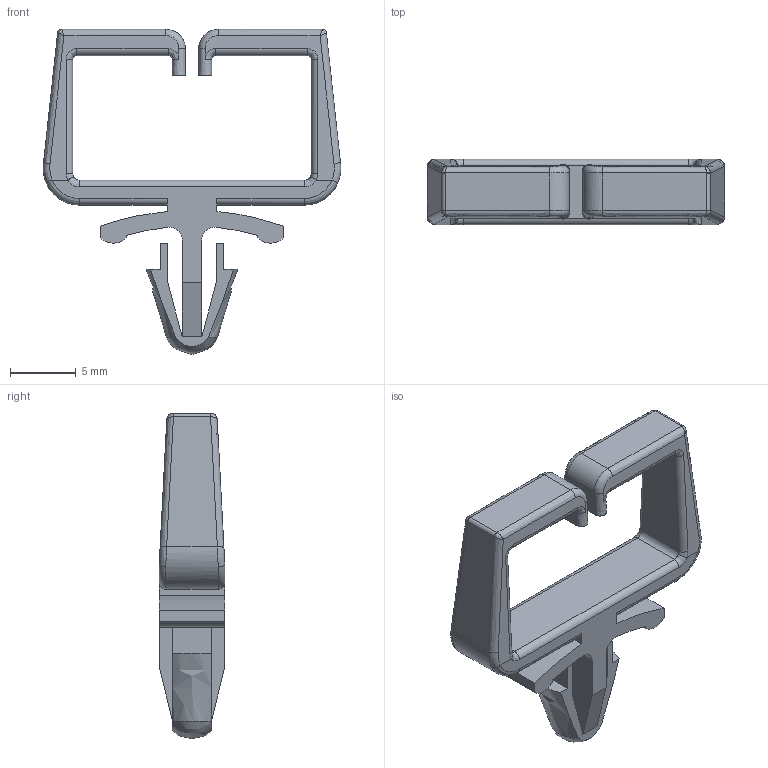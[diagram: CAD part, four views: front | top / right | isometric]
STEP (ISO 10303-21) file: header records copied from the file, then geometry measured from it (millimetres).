
FILE_DESCRIPTION((''),'2;1');
FILE_NAME('','2005-12-14T16:13:24',(''),(''),'','CADfix','');
FILE_SCHEMA(('AUTOMOTIVE_DESIGN'));
Length unit declared in the file: millimetre
Products named in the file (1): clip
Bounding box: 22.7 x 5 x 24.8 mm (x, y, z)
Volume: 718.3 mm3; surface area: 1141.7 mm2
Topology: 1 solids, 1 shells, 130 faces, 335 edges, 203 vertices
Faces by surface type: bspline 130
Entity records: 4689 total; most frequent: CARTESIAN_POINT 2850, ORIENTED_EDGE 662, EDGE_CURVE 331, VERTEX_POINT 203, QUASI_UNIFORM_CURVE 169, EDGE_LOOP 130, FACE_OUTER_BOUND 130, ADVANCED_FACE 130
